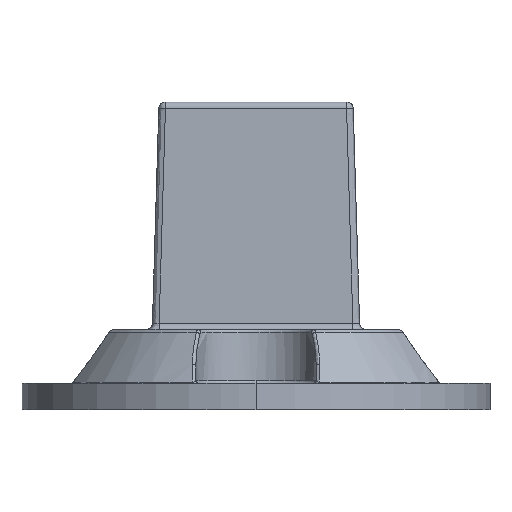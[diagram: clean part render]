
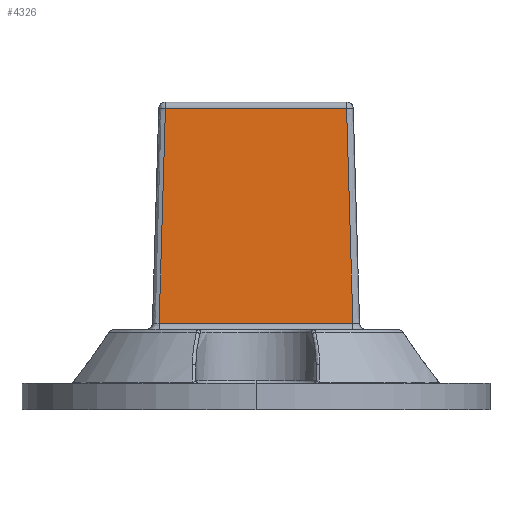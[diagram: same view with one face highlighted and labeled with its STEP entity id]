
A CAD part, left-side view. The second image highlights one B-rep face of the part: STEP entity #4326.
In plain terms, the highlighted free-form (B-spline) face has degree [1, 1] with [2, 2] control points.
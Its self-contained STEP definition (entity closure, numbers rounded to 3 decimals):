
#4326 = ADVANCED_FACE('',(#4327),#4357,.F.);
#4327 = FACE_BOUND('',#4328,.T.);
#4328 = EDGE_LOOP('',(#4329,#4338,#4345,#4352));
#4329 = ORIENTED_EDGE('',*,*,#4330,.T.);
#4330 = EDGE_CURVE('',#4331,#4333,#4335,.T.);
#4331 = VERTEX_POINT('',#4332);
#4332 = CARTESIAN_POINT('',(-4.674,6.165,
    5.525));
#4333 = VERTEX_POINT('',#4334);
#4334 = CARTESIAN_POINT('',(-4.674,-6.165,
    5.525));
#4335 = B_SPLINE_CURVE_WITH_KNOTS('',1,(#4336,#4337),.UNSPECIFIED.,.F.,
  .F.,(2,2),(-14.986,-0.514),.PIECEWISE_BEZIER_KNOTS.);
#4336 = CARTESIAN_POINT('',(-4.674,6.165,
    5.525));
#4337 = CARTESIAN_POINT('',(-4.674,-6.165,
    5.525));
#4338 = ORIENTED_EDGE('',*,*,#4339,.T.);
#4339 = EDGE_CURVE('',#4333,#4340,#4342,.T.);
#4340 = VERTEX_POINT('',#4341);
#4341 = CARTESIAN_POINT('',(-4.272,-5.763,
    19.182));
#4342 = B_SPLINE_CURVE_WITH_KNOTS('',1,(#4343,#4344),.UNSPECIFIED.,.F.,
  .F.,(2,2),(6.106,22.149),.PIECEWISE_BEZIER_KNOTS.);
#4343 = CARTESIAN_POINT('',(-4.674,-6.165,
    5.525));
#4344 = CARTESIAN_POINT('',(-4.272,-5.763,
    19.182));
#4345 = ORIENTED_EDGE('',*,*,#4346,.T.);
#4346 = EDGE_CURVE('',#4340,#4347,#4349,.T.);
#4347 = VERTEX_POINT('',#4348);
#4348 = CARTESIAN_POINT('',(-4.272,5.763,
    19.182));
#4349 = B_SPLINE_CURVE_WITH_KNOTS('',1,(#4350,#4351),.UNSPECIFIED.,.F.,
  .F.,(2,2),(-14.014,-0.486),.PIECEWISE_BEZIER_KNOTS.);
#4350 = CARTESIAN_POINT('',(-4.272,-5.763,
    19.182));
#4351 = CARTESIAN_POINT('',(-4.272,5.763,
    19.182));
#4352 = ORIENTED_EDGE('',*,*,#4353,.T.);
#4353 = EDGE_CURVE('',#4347,#4331,#4354,.T.);
#4354 = B_SPLINE_CURVE_WITH_KNOTS('',1,(#4355,#4356),.UNSPECIFIED.,.F.,
  .F.,(2,2),(-22.149,-6.106),.PIECEWISE_BEZIER_KNOTS.);
#4355 = CARTESIAN_POINT('',(-4.272,5.763,
    19.182));
#4356 = CARTESIAN_POINT('',(-4.674,6.165,
    5.525));
#4357 = B_SPLINE_SURFACE_WITH_KNOTS('',1,1,(
    (#4358,#4359)
    ,(#4360,#4361
    )),.UNSPECIFIED.,.F.,.F.,.F.,(2,2),(2,2),(-22.358,
    -6.321),(-7.236,7.236),
  .PIECEWISE_BEZIER_KNOTS.);
#4358 = CARTESIAN_POINT('',(-4.272,-6.165,
    19.182));
#4359 = CARTESIAN_POINT('',(-4.272,6.165,
    19.182));
#4360 = CARTESIAN_POINT('',(-4.674,-6.165,
    5.525));
#4361 = CARTESIAN_POINT('',(-4.674,6.165,
    5.525));
